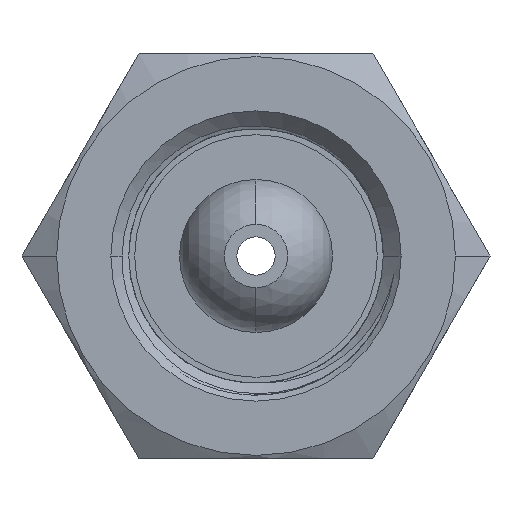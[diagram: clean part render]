
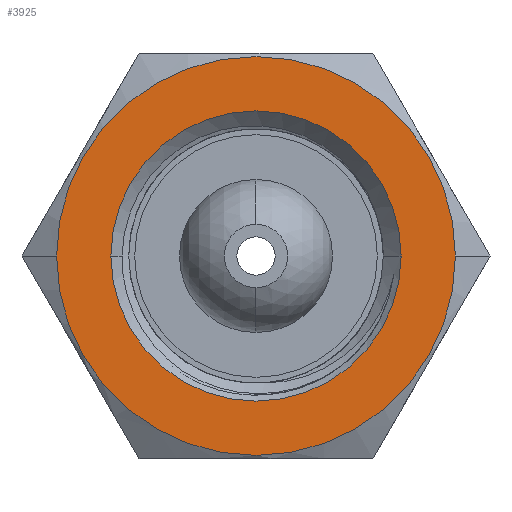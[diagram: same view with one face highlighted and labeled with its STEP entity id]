
A CAD part, left-side view. The second image highlights one B-rep face of the part: STEP entity #3925.
In plain terms, the highlighted face is planar.
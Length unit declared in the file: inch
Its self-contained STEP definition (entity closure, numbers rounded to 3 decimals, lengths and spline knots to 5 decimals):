
#56 = AXIS2_PLACEMENT_3D ( 'NONE', #8446, #469, #16915 ) ;
#235 = DIRECTION ( 'NONE',  ( 0., 0., -1. ) ) ;
#469 = DIRECTION ( 'NONE',  ( 0., 1., 0. ) ) ;
#1123 = CIRCLE ( 'NONE', #2985, 0.615 ) ;
#1441 = EDGE_CURVE ( 'NONE', #10885, #12996, #2107, .T. ) ;
#1526 = ORIENTED_EDGE ( 'NONE', *, *, #13408, .F. ) ;
#1536 = DIRECTION ( 'NONE',  ( 0., 0., -1. ) ) ;
#1685 = VERTEX_POINT ( 'NONE', #10024 ) ;
#1920 = EDGE_CURVE ( 'NONE', #1685, #4181, #12167, .T. ) ;
#1945 = ORIENTED_EDGE ( 'NONE', *, *, #1920, .T. ) ;
#2107 = CIRCLE ( 'NONE', #10252, 0.4475 ) ;
#2293 = FACE_BOUND ( 'NONE', #15228, .T. ) ;
#2591 = DIRECTION ( 'NONE',  ( 0., -1., 0. ) ) ;
#2985 = AXIS2_PLACEMENT_3D ( 'NONE', #10786, #2591, #9454 ) ;
#3925 = ADVANCED_FACE ( 'NONE', ( #12353, #2293 ), #5901, .F. ) ;
#4181 = VERTEX_POINT ( 'NONE', #9390 ) ;
#4190 = DIRECTION ( 'NONE',  ( 0., -1., 0. ) ) ;
#5319 = EDGE_LOOP ( 'NONE', ( #8764, #1945 ) ) ;
#5676 = DIRECTION ( 'NONE',  ( 0., -1., 0. ) ) ;
#5901 = PLANE ( 'NONE',  #56 ) ;
#7546 = CARTESIAN_POINT ( 'NONE',  ( 0., 0., -0.4475 ) ) ;
#7622 = AXIS2_PLACEMENT_3D ( 'NONE', #8115, #4190, #1536 ) ;
#7904 = CARTESIAN_POINT ( 'NONE',  ( 0., 0., 0. ) ) ;
#8115 = CARTESIAN_POINT ( 'NONE',  ( 0., 0., 0. ) ) ;
#8446 = CARTESIAN_POINT ( 'NONE',  ( 0., 0., 0. ) ) ;
#8764 = ORIENTED_EDGE ( 'NONE', *, *, #14888, .T. ) ;
#9009 = CARTESIAN_POINT ( 'NONE',  ( 0., 0., 0.4475 ) ) ;
#9335 = AXIS2_PLACEMENT_3D ( 'NONE', #15279, #5676, #235 ) ;
#9390 = CARTESIAN_POINT ( 'NONE',  ( 0., 0., 0.615 ) ) ;
#9454 = DIRECTION ( 'NONE',  ( 0., 0., -1. ) ) ;
#9463 = CIRCLE ( 'NONE', #7622, 0.4475 ) ;
#10024 = CARTESIAN_POINT ( 'NONE',  ( 0., 0., -0.615 ) ) ;
#10252 = AXIS2_PLACEMENT_3D ( 'NONE', #7904, #12239, #10693 ) ;
#10693 = DIRECTION ( 'NONE',  ( 0., 0., -1. ) ) ;
#10786 = CARTESIAN_POINT ( 'NONE',  ( 0., 0., 0. ) ) ;
#10885 = VERTEX_POINT ( 'NONE', #9009 ) ;
#12167 = CIRCLE ( 'NONE', #9335, 0.615 ) ;
#12239 = DIRECTION ( 'NONE',  ( 0., -1., 0. ) ) ;
#12353 = FACE_OUTER_BOUND ( 'NONE', #5319, .T. ) ;
#12463 = ORIENTED_EDGE ( 'NONE', *, *, #1441, .F. ) ;
#12996 = VERTEX_POINT ( 'NONE', #7546 ) ;
#13408 = EDGE_CURVE ( 'NONE', #12996, #10885, #9463, .T. ) ;
#14888 = EDGE_CURVE ( 'NONE', #4181, #1685, #1123, .T. ) ;
#15228 = EDGE_LOOP ( 'NONE', ( #1526, #12463 ) ) ;
#15279 = CARTESIAN_POINT ( 'NONE',  ( 0., 0., 0. ) ) ;
#16915 = DIRECTION ( 'NONE',  ( 0., 0., 1. ) ) ;
